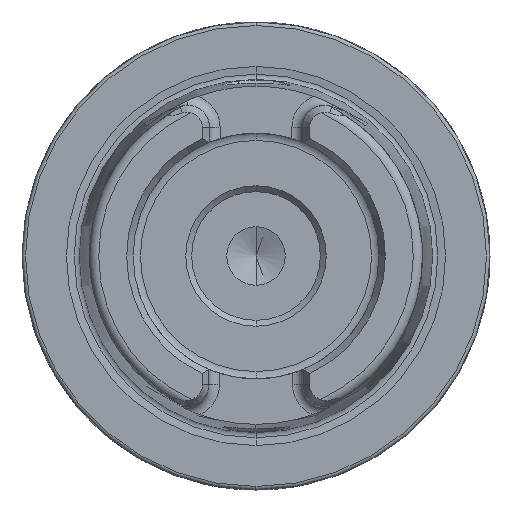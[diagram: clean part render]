
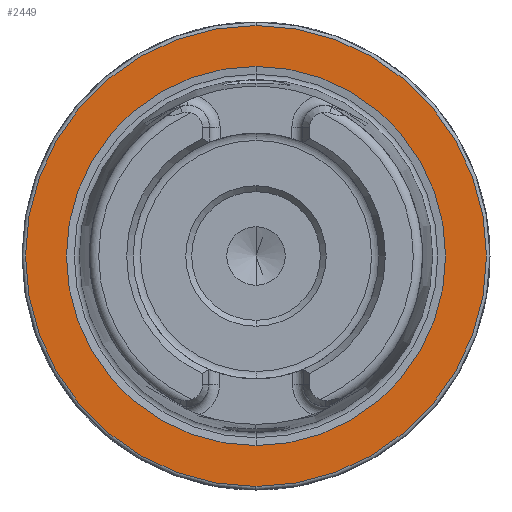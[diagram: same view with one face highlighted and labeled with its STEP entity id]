
A CAD part, left-side view. The second image highlights one B-rep face of the part: STEP entity #2449.
In plain terms, the highlighted planar face has unit normal (-1, 0, 0).
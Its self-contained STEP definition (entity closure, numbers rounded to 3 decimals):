
#45 = CIRCLE ( 'NONE', #1625, 16.207 ) ;
#96 = CARTESIAN_POINT ( 'NONE',  ( 0., 0., 0. ) ) ;
#283 = CARTESIAN_POINT ( 'NONE',  ( 0., 0., 0. ) ) ;
#736 = CARTESIAN_POINT ( 'NONE',  ( 0., 0., -19.7 ) ) ;
#1011 = DIRECTION ( 'NONE',  ( 0., 0., -1. ) ) ;
#1153 = AXIS2_PLACEMENT_3D ( 'NONE', #3370, #5625, #1011 ) ;
#1158 = EDGE_CURVE ( 'NONE', #3920, #1685, #45, .T. ) ;
#1228 = CIRCLE ( 'NONE', #2503, 16.207 ) ;
#1259 = CARTESIAN_POINT ( 'NONE',  ( 0., 0., 19.7 ) ) ;
#1379 = VERTEX_POINT ( 'NONE', #1259 ) ;
#1380 = FACE_OUTER_BOUND ( 'NONE', #3759, .T. ) ;
#1385 = DIRECTION ( 'NONE',  ( -1., 0., 0. ) ) ;
#1625 = AXIS2_PLACEMENT_3D ( 'NONE', #96, #1385, #2852 ) ;
#1685 = VERTEX_POINT ( 'NONE', #4824 ) ;
#1717 = ORIENTED_EDGE ( 'NONE', *, *, #1158, .F. ) ;
#1907 = DIRECTION ( 'NONE',  ( 0., 0., 1. ) ) ;
#2211 = DIRECTION ( 'NONE',  ( -1., 0., 0. ) ) ;
#2327 = VERTEX_POINT ( 'NONE', #736 ) ;
#2449 = ADVANCED_FACE ( 'NONE', ( #4180, #1380 ), #3249, .F. ) ;
#2503 = AXIS2_PLACEMENT_3D ( 'NONE', #2695, #2211, #4156 ) ;
#2695 = CARTESIAN_POINT ( 'NONE',  ( 0., 0., 0. ) ) ;
#2852 = DIRECTION ( 'NONE',  ( 0., 0., 1. ) ) ;
#3144 = CARTESIAN_POINT ( 'NONE',  ( 0., 0., -16.207 ) ) ;
#3214 = AXIS2_PLACEMENT_3D ( 'NONE', #4818, #3266, #1907 ) ;
#3249 = PLANE ( 'NONE',  #1153 ) ;
#3266 = DIRECTION ( 'NONE',  ( -1., 0., 0. ) ) ;
#3370 = CARTESIAN_POINT ( 'NONE',  ( 0., 19.7, 0. ) ) ;
#3710 = CIRCLE ( 'NONE', #3214, 19.7 ) ;
#3759 = EDGE_LOOP ( 'NONE', ( #5902, #4737 ) ) ;
#3920 = VERTEX_POINT ( 'NONE', #3144 ) ;
#4083 = AXIS2_PLACEMENT_3D ( 'NONE', #283, #5037, #5906 ) ;
#4156 = DIRECTION ( 'NONE',  ( 0., 0., 1. ) ) ;
#4180 = FACE_BOUND ( 'NONE', #4765, .T. ) ;
#4737 = ORIENTED_EDGE ( 'NONE', *, *, #5960, .T. ) ;
#4765 = EDGE_LOOP ( 'NONE', ( #4853, #1717 ) ) ;
#4818 = CARTESIAN_POINT ( 'NONE',  ( 0., 0., 0. ) ) ;
#4824 = CARTESIAN_POINT ( 'NONE',  ( 0., 0., 16.207 ) ) ;
#4853 = ORIENTED_EDGE ( 'NONE', *, *, #5917, .F. ) ;
#5037 = DIRECTION ( 'NONE',  ( -1., 0., 0. ) ) ;
#5257 = CIRCLE ( 'NONE', #4083, 19.7 ) ;
#5429 = EDGE_CURVE ( 'NONE', #1379, #2327, #3710, .T. ) ;
#5625 = DIRECTION ( 'NONE',  ( 1., 0., 0. ) ) ;
#5902 = ORIENTED_EDGE ( 'NONE', *, *, #5429, .T. ) ;
#5906 = DIRECTION ( 'NONE',  ( 0., 0., 1. ) ) ;
#5917 = EDGE_CURVE ( 'NONE', #1685, #3920, #1228, .T. ) ;
#5960 = EDGE_CURVE ( 'NONE', #2327, #1379, #5257, .T. ) ;
